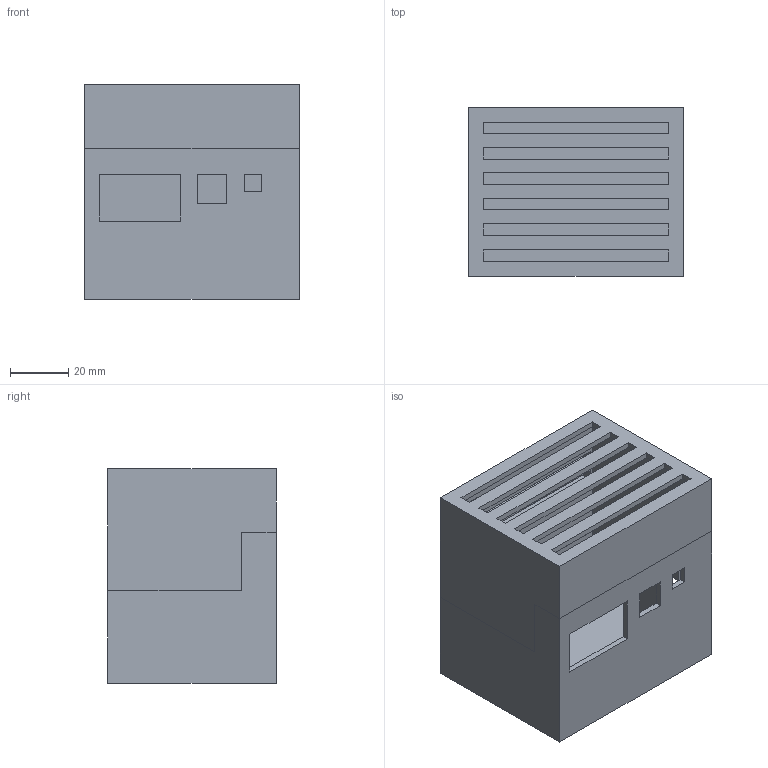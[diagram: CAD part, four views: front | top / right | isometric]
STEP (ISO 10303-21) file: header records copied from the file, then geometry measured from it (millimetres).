
FILE_DESCRIPTION(/* description */ (''),/* implementation_level */ '2;1');
FILE_NAME(/* name */ 'RSA_Box_V1.step',/* time_stamp */ '2023-12-03T21:33:32-05:00',/* author */ (''),/* organization */ (''),/* preprocessor_version */ 'ST-DEVELOPER v20',/* originating_system */ 'Autodesk Translation Framework v12.14.0.127',/* authorisation */ '');
FILE_SCHEMA (('AUTOMOTIVE_DESIGN { 1 0 10303 214 3 1 1 }'));
Length unit declared in the file: millimetre
Products named in the file (1): RSA_Box_V1
Bounding box: 74 x 58 x 74 mm (x, y, z)
Volume: 62374.2 mm3; surface area: 52873 mm2
Topology: 2 solids, 2 shells, 90 faces, 258 edges, 172 vertices
Faces by surface type: plane 90
Entity records: 2962 total; most frequent: CARTESIAN_POINT 521, ORIENTED_EDGE 516, DIRECTION 440, LINE 258, VECTOR 258, EDGE_CURVE 258, VERTEX_POINT 172, EDGE_LOOP 114
